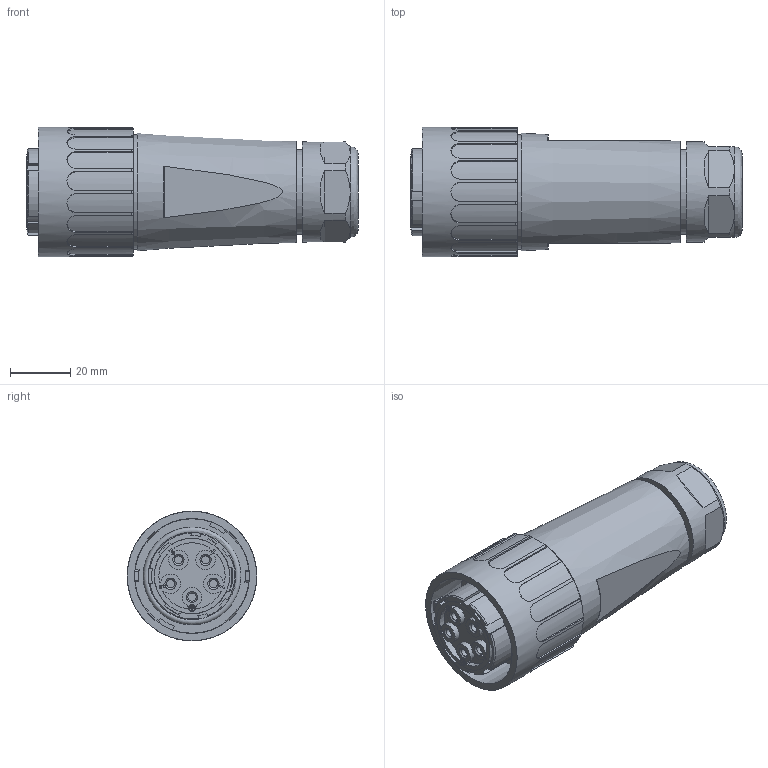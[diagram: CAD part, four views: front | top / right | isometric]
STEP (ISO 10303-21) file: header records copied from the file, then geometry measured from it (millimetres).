
FILE_DESCRIPTION(/* description */ (''),/* implementation_level */ '2;1');
FILE_NAME(/* name */ 'c016 20e004 800 2nxc001-01.stp',/* time_stamp */ '2019-07-08T09:43:53+02:00',/* author */ (''),/* organization */ (''),/* preprocessor_version */ 'ST-DEVELOPER v16.7',/* originating_system */ 'SIEMENS PLM Software NX 12.0',/* authorisation */ '');
FILE_SCHEMA (('AUTOMOTIVE_DESIGN { 1 0 10303 214 3 1 1 1 }'));
Length unit declared in the file: millimetre
Products named in the file (1): c016 20e004 800 2nxc001-01
Bounding box: 110.15 x 43 x 43 mm (x, y, z)
Volume: 108623.1 mm3; surface area: 21457.6 mm2
Topology: 1 solids, 1 shells, 492 faces, 1291 edges, 847 vertices
Faces by surface type: plane 296, cylinder 149, bspline 23, cone 21, extrusion 2, torus 1
Full cylindrical faces by diameter (mm): 0.54 x2, 1.89 x1, 2.34 x1, 2.7 x5, 16 x1, 19.2 x1, 19.8 x1, 20.4 x1, 25 x1, 28 x1, 30 x1, 33.2 x1, 38 x1, 38.2 x2, 43 x1
Entity records: 16188 total; most frequent: CARTESIAN_POINT 4413, ORIENTED_EDGE 2498, DIRECTION 2300, EDGE_CURVE 1249, VERTEX_POINT 836, AXIS2_PLACEMENT_3D 780, VECTOR 740, LINE 738
